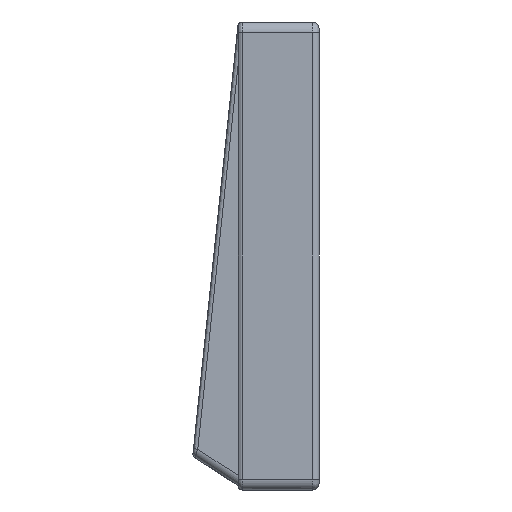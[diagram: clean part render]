
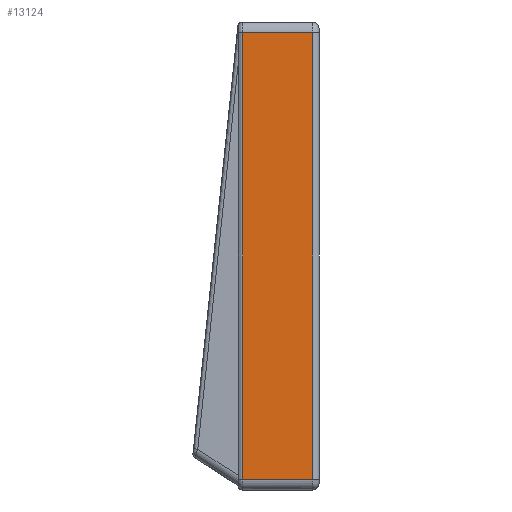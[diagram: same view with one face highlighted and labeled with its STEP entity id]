
A CAD part, left-side view. The second image highlights one B-rep face of the part: STEP entity #13124.
In plain terms, the highlighted planar face has unit normal (-1, 0, 0).
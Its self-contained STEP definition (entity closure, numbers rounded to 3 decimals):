
#201=PLANE('',#13761);
#1306=FACE_OUTER_BOUND('',#2052,.T.);
#2052=EDGE_LOOP('',(#10802,#10803,#10804,#10805));
#3920=LINE('',#28960,#4779);
#3921=LINE('',#28962,#4780);
#3922=LINE('',#28964,#4781);
#3923=LINE('',#28965,#4782);
#4779=VECTOR('',#15520,1000.);
#4780=VECTOR('',#15521,10.);
#4781=VECTOR('',#15522,1000.);
#4782=VECTOR('',#15523,1000.);
#6159=VERTEX_POINT('',#28958);
#6160=VERTEX_POINT('',#28959);
#6161=VERTEX_POINT('',#28961);
#6162=VERTEX_POINT('',#28963);
#7965=EDGE_CURVE('',#6159,#6160,#3920,.T.);
#7966=EDGE_CURVE('',#6160,#6161,#3921,.T.);
#7967=EDGE_CURVE('',#6161,#6162,#3922,.T.);
#7968=EDGE_CURVE('',#6162,#6159,#3923,.T.);
#10802=ORIENTED_EDGE('',*,*,#7965,.T.);
#10803=ORIENTED_EDGE('',*,*,#7966,.T.);
#10804=ORIENTED_EDGE('',*,*,#7967,.T.);
#10805=ORIENTED_EDGE('',*,*,#7968,.T.);
#13124=ADVANCED_FACE('',(#1306),#201,.F.);
#13761=AXIS2_PLACEMENT_3D('',#28957,#15518,#15519);
#15518=DIRECTION('center_axis',(1.,0.,0.));
#15519=DIRECTION('ref_axis',(0.,0.,1.));
#15520=DIRECTION('',(0.,1.,0.));
#15521=DIRECTION('',(0.,0.,-1.));
#15522=DIRECTION('',(0.,-1.,0.));
#15523=DIRECTION('',(0.,0.,1.));
#28957=CARTESIAN_POINT('Origin',(-253.567,-40.483,-55.1));
#28958=CARTESIAN_POINT('',(-253.567,-38.983,52.6));
#28959=CARTESIAN_POINT('',(-253.567,-22.483,52.6));
#28960=CARTESIAN_POINT('',(-253.567,-40.483,52.6));
#28961=CARTESIAN_POINT('',(-253.567,-22.483,-52.6));
#28962=CARTESIAN_POINT('',(-253.567,-22.483,52.6));
#28963=CARTESIAN_POINT('',(-253.567,-38.983,-52.6));
#28964=CARTESIAN_POINT('',(-253.567,-40.483,-52.6));
#28965=CARTESIAN_POINT('',(-253.567,-38.983,52.6));
